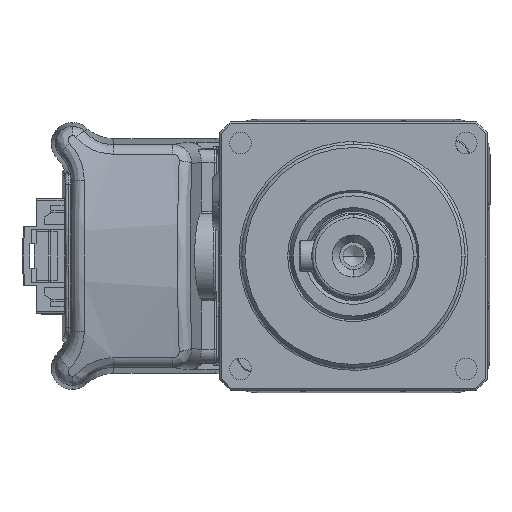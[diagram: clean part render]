
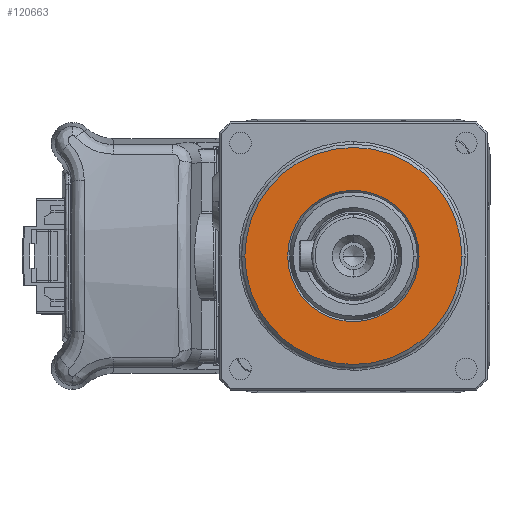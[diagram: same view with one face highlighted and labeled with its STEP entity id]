
A CAD part, left-side view. The second image highlights one B-rep face of the part: STEP entity #120663.
In plain terms, the highlighted face is planar.
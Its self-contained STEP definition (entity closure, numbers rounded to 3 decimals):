
#3259 = CARTESIAN_POINT ( 'NONE',  ( 0., 0., 48. ) ) ;
#4335 = PLANE ( 'NONE',  #123019 ) ;
#5109 = AXIS2_PLACEMENT_3D ( 'NONE', #16369, #90973, #27007 ) ;
#11131 = CARTESIAN_POINT ( 'NONE',  ( 0., -10.289, 48. ) ) ;
#14023 = DIRECTION ( 'NONE',  ( 0., 1., 0. ) ) ;
#15838 = DIRECTION ( 'NONE',  ( 0., 0., 1. ) ) ;
#16369 = CARTESIAN_POINT ( 'NONE',  ( 0., 0., 48. ) ) ;
#17816 = CARTESIAN_POINT ( 'NONE',  ( 0., -17., 48. ) ) ;
#21726 = VERTEX_POINT ( 'NONE', #11131 ) ;
#25541 = CIRCLE ( 'NONE', #120155, 10.289 ) ;
#26802 = ORIENTED_EDGE ( 'NONE', *, *, #43159, .F. ) ;
#27007 = DIRECTION ( 'NONE',  ( 0., 1., 0. ) ) ;
#28140 = ORIENTED_EDGE ( 'NONE', *, *, #99555, .F. ) ;
#38773 = CIRCLE ( 'NONE', #41523, 17. ) ;
#40850 = ORIENTED_EDGE ( 'NONE', *, *, #107781, .F. ) ;
#41523 = AXIS2_PLACEMENT_3D ( 'NONE', #3259, #77848, #14023 ) ;
#43159 = EDGE_CURVE ( 'NONE', #21726, #134244, #25541, .T. ) ;
#51109 = CIRCLE ( 'NONE', #5109, 17. ) ;
#51430 = CIRCLE ( 'NONE', #129768, 10.289 ) ;
#52368 = FACE_BOUND ( 'NONE', #92357, .T. ) ;
#52962 = ORIENTED_EDGE ( 'NONE', *, *, #75976, .F. ) ;
#55692 = FACE_OUTER_BOUND ( 'NONE', #60017, .T. ) ;
#56213 = CARTESIAN_POINT ( 'NONE',  ( 0., 0., 48. ) ) ;
#57002 = DIRECTION ( 'NONE',  ( 0., 0., -1. ) ) ;
#57451 = CARTESIAN_POINT ( 'NONE',  ( 0., 0., 48. ) ) ;
#60017 = EDGE_LOOP ( 'NONE', ( #52962, #40850 ) ) ;
#61301 = CARTESIAN_POINT ( 'NONE',  ( 0., 17., 48. ) ) ;
#66917 = DIRECTION ( 'NONE',  ( 0., -1., 0. ) ) ;
#67506 = VERTEX_POINT ( 'NONE', #61301 ) ;
#73916 = CARTESIAN_POINT ( 'NONE',  ( 0., 10.289, 48. ) ) ;
#75976 = EDGE_CURVE ( 'NONE', #67506, #79187, #38773, .T. ) ;
#77848 = DIRECTION ( 'NONE',  ( 0., 0., -1. ) ) ;
#78934 = DIRECTION ( 'NONE',  ( -1., 0., 0. ) ) ;
#79187 = VERTEX_POINT ( 'NONE', #17816 ) ;
#79690 = CARTESIAN_POINT ( 'NONE',  ( 0., 0., 48. ) ) ;
#90413 = DIRECTION ( 'NONE',  ( 0., -1., 0. ) ) ;
#90973 = DIRECTION ( 'NONE',  ( 0., 0., -1. ) ) ;
#92357 = EDGE_LOOP ( 'NONE', ( #26802, #28140 ) ) ;
#99555 = EDGE_CURVE ( 'NONE', #134244, #21726, #51430, .T. ) ;
#107781 = EDGE_CURVE ( 'NONE', #79187, #67506, #51109, .T. ) ;
#120155 = AXIS2_PLACEMENT_3D ( 'NONE', #56213, #130872, #66917 ) ;
#120663 = ADVANCED_FACE ( 'NONE', ( #52368, #55692 ), #4335, .F. ) ;
#123019 = AXIS2_PLACEMENT_3D ( 'NONE', #57451, #57002, #78934 ) ;
#129768 = AXIS2_PLACEMENT_3D ( 'NONE', #79690, #15838, #90413 ) ;
#130872 = DIRECTION ( 'NONE',  ( 0., 0., 1. ) ) ;
#134244 = VERTEX_POINT ( 'NONE', #73916 ) ;
